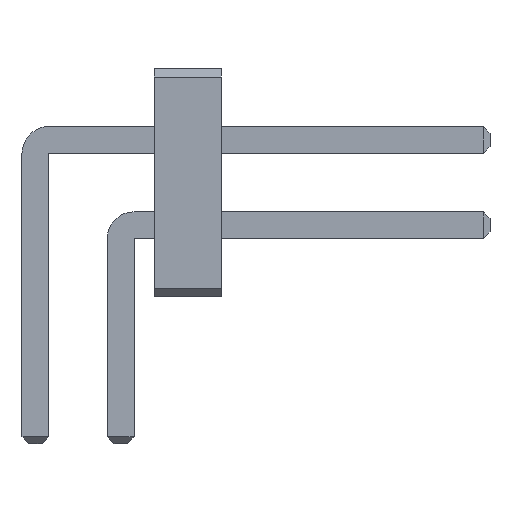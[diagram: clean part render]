
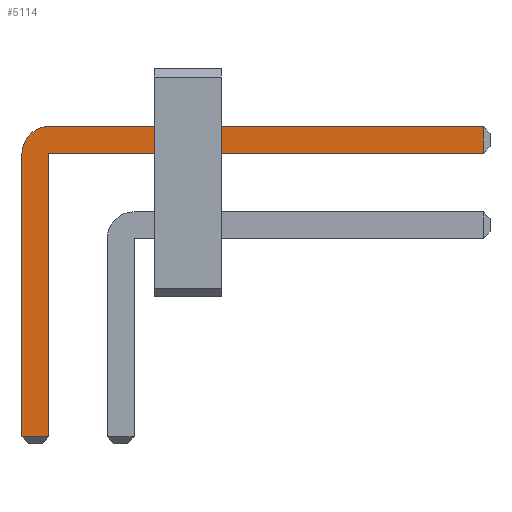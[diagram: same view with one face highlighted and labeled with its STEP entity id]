
A CAD part, front view. The second image highlights one B-rep face of the part: STEP entity #5114.
In plain terms, the highlighted planar face has unit normal (0, -1, 0).
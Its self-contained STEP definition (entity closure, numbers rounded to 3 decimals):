
#13=DIRECTION('',(0.,0.,1.));
#2323=VECTOR('',#13,1.);
#4916=VECTOR('',#4917,1.);
#4917=DIRECTION('',(1.,0.,0.));
#4923=VECTOR('',#4924,1.);
#4924=DIRECTION('',(0.,0.,-1.));
#4931=VECTOR('',#4932,1.);
#4932=DIRECTION('',(-1.,0.,0.));
#4953=DIRECTION('',(-0.,1.,0.));
#4957=DIRECTION('',(0.,1.,0.));
#4958=DIRECTION('',(0.,0.,1.));
#4965=VERTEX_POINT('',#4966);
#4966=CARTESIAN_POINT('',(0.2,-49.73,2.535));
#4968=ORIENTED_EDGE('',*,*,#4969,.T.);
#4969=EDGE_CURVE('',#4965,#4970,#4972,.T.);
#4970=VERTEX_POINT('',#4971);
#4971=CARTESIAN_POINT('',(6.67,-49.73,2.535));
#4972=LINE('',#4973,#4916);
#4973=CARTESIAN_POINT('',(-0.2,-49.73,2.535));
#5010=EDGE_CURVE('',#5011,#4965,#5013,.T.);
#5011=VERTEX_POINT('',#5012);
#5012=CARTESIAN_POINT('',(-0.2,-49.73,2.135));
#5013=CIRCLE('',#5014,0.4);
#5014=AXIS2_PLACEMENT_3D('',#5015,#4953,#4924);
#5015=CARTESIAN_POINT('',(0.2,-49.73,2.135));
#5027=VERTEX_POINT('',#5028);
#5028=CARTESIAN_POINT('',(6.67,-49.73,2.135));
#5030=ORIENTED_EDGE('',*,*,#5031,.T.);
#5031=EDGE_CURVE('',#5027,#5032,#5033,.T.);
#5032=VERTEX_POINT('',#5015);
#5033=LINE('',#5034,#4931);
#5034=CARTESIAN_POINT('',(6.77,-49.73,2.135));
#5046=VERTEX_POINT('',#5047);
#5047=CARTESIAN_POINT('',(-0.2,-49.73,-2.085));
#5049=ORIENTED_EDGE('',*,*,#5050,.T.);
#5050=EDGE_CURVE('',#5046,#5011,#5051,.T.);
#5051=LINE('',#5052,#2323);
#5052=CARTESIAN_POINT('',(-0.2,-49.73,-2.185));
#5060=ORIENTED_EDGE('',*,*,#5061,.T.);
#5061=EDGE_CURVE('',#5032,#5062,#5064,.T.);
#5062=VERTEX_POINT('',#5063);
#5063=CARTESIAN_POINT('',(0.2,-49.73,-2.085));
#5064=LINE('',#5015,#4923);
#5114=ADVANCED_FACE('',(#5115),#5124,.F.);
#5115=FACE_BOUND('',#5116,.F.);
#5116=EDGE_LOOP('',(#4968,#5117,#5030,#5060,#5120,#5049,#5123));
#5117=ORIENTED_EDGE('',*,*,#5118,.T.);
#5118=EDGE_CURVE('',#4970,#5027,#5119,.T.);
#5119=LINE('',#4971,#4923);
#5120=ORIENTED_EDGE('',*,*,#5121,.T.);
#5121=EDGE_CURVE('',#5062,#5046,#5122,.T.);
#5122=LINE('',#5063,#4931);
#5123=ORIENTED_EDGE('',*,*,#5010,.T.);
#5124=PLANE('',#5125);
#5125=AXIS2_PLACEMENT_3D('',#5126,#4957,#4958);
#5126=CARTESIAN_POINT('',(2.071,-49.73,1.389));
